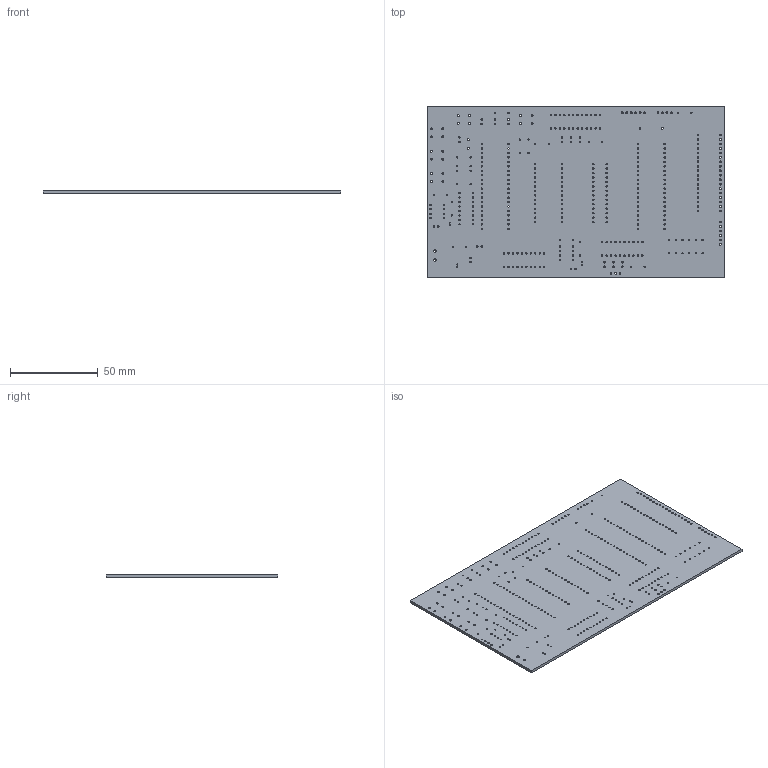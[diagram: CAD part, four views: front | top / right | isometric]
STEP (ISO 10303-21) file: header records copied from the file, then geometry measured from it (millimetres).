
FILE_DESCRIPTION(('KiCad electronic assembly'),'2;1');
FILE_NAME('mini-8085.step','2023-01-26T23:45:36',('Pcbnew'),('Kicad'), 'Open CASCADE STEP processor 7.6','KiCad to STEP converter','Unknown' );
FILE_SCHEMA(('AUTOMOTIVE_DESIGN { 1 0 10303 214 1 1 1 1 }'));
Length unit declared in the file: millimetre
Products named in the file (2): mini-8085 1; mini-8085 PCB
Assembly tree (1 placements, depth 2):
  mini-8085 1
    mini-8085 PCB
Bounding box: 169.54 x 97.79 x 1.6 mm (x, y, z)
Volume: 26177.6 mm3; surface area: 35219.4 mm2
Topology: 1 solids, 1 shells, 397 faces, 1185 edges, 790 vertices
Faces by surface type: cylinder 391, plane 6
Full cylindrical faces by diameter (mm): 0.6 x6, 0.7 x60, 0.8 x224, 0.9 x22, 1 x57, 1.1 x20, 1.52 x2
Entity records: 33203 total; most frequent: CARTESIAN_POINT 9436, DIRECTION 4353, ORIENTED_EDGE 2370, PCURVE 2370, DEFINITIONAL_REPRESENTATION 2370, LINE 1991, VECTOR 1991, EDGE_CURVE 1185
